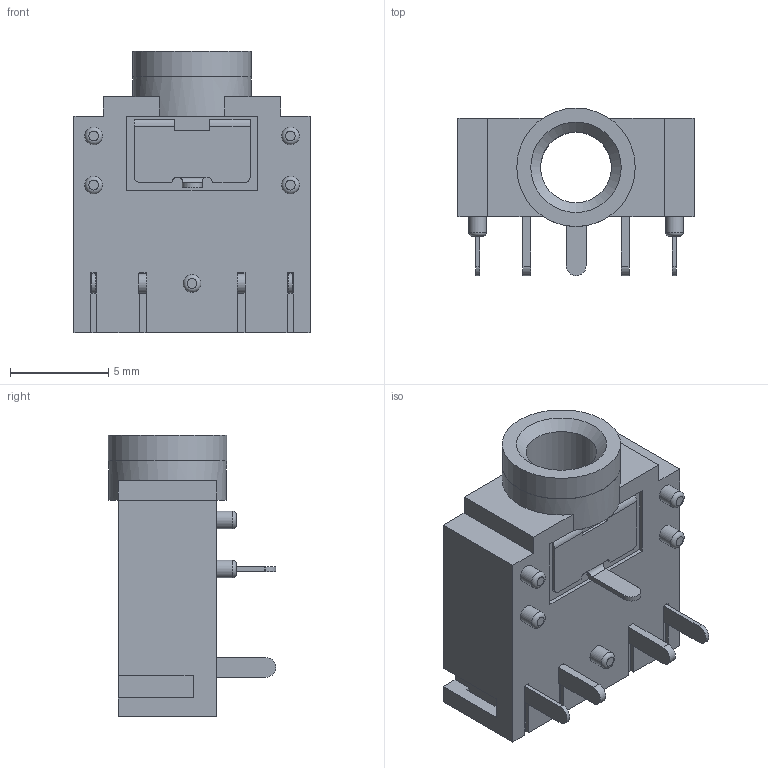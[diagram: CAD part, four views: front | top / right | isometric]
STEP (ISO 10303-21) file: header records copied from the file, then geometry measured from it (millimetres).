
FILE_DESCRIPTION(/* description */ ('Unknown'),/* implementation_level */ '2;1');
FILE_NAME(/* name */ 'SJ1-3525N',/* time_stamp */ '2023-10-03T07:47:10+02:00',/* author */ ('Unknown'),/* organization */ ('Unknown'),/* preprocessor_version */ 'ST-DEVELOPER v18.102',/* originating_system */ 'Solid Edge',/* authorisation */ 'Unknown');
FILE_SCHEMA (('AUTOMOTIVE_DESIGN {1 0 10303 214 3 1 1}'));
Length unit declared in the file: millimetre
Products named in the file (1): SJ1-3525N
Bounding box: 12 x 8.51 x 14.3 mm (x, y, z)
Volume: 613.4 mm3; surface area: 824.5 mm2
Topology: 1 solids, 1 shells, 233 faces, 648 edges, 430 vertices
Faces by surface type: plane 192, cylinder 34, torus 5, bspline 1, cone 1
Full cylindrical faces by diameter (mm): 0.9 x5, 3.6 x1, 6 x1, 6.02 x1
Entity records: 9079 total; most frequent: CARTESIAN_POINT 1455, ORIENTED_EDGE 1262, DIRECTION 1156, EDGE_CURVE 631, LINE 548, VECTOR 548, VERTEX_POINT 427, AXIS2_PLACEMENT_3D 304
